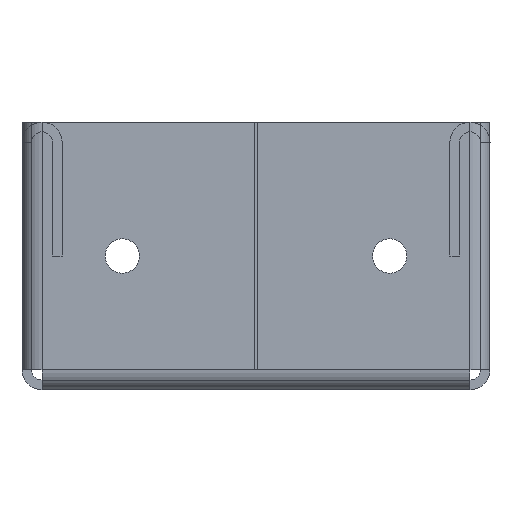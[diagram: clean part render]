
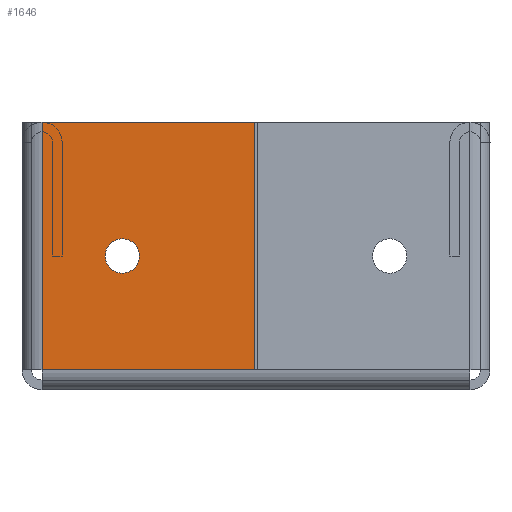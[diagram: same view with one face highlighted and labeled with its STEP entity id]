
A CAD part, front view. The second image highlights one B-rep face of the part: STEP entity #1646.
In plain terms, the highlighted planar face has unit normal (0, -1, 0).
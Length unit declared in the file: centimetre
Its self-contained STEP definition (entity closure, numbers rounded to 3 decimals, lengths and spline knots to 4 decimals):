
#27=FACE_BOUND('',#301,.T.);
#89=PLANE('',#1800);
#186=FACE_OUTER_BOUND('',#300,.T.);
#300=EDGE_LOOP('',(#1438,#1439,#1440,#1441));
#301=EDGE_LOOP('',(#1442));
#471=LINE('',#2711,#643);
#474=LINE('',#2717,#646);
#475=LINE('',#2719,#647);
#476=LINE('',#2720,#648);
#643=VECTOR('',#2237,0.1393);
#646=VECTOR('',#2242,1.);
#647=VECTOR('',#2243,0.1393);
#648=VECTOR('',#2244,1.);
#702=CIRCLE('',#1746,0.1632);
#794=VERTEX_POINT('',#2542);
#839=VERTEX_POINT('',#2708);
#840=VERTEX_POINT('',#2710);
#842=VERTEX_POINT('',#2716);
#843=VERTEX_POINT('',#2718);
#965=EDGE_CURVE('',#794,#794,#702,.T.);
#1049=EDGE_CURVE('',#839,#840,#471,.T.);
#1052=EDGE_CURVE('',#839,#842,#474,.T.);
#1053=EDGE_CURVE('',#842,#843,#475,.T.);
#1054=EDGE_CURVE('',#843,#840,#476,.T.);
#1438=ORIENTED_EDGE('',*,*,#1052,.T.);
#1439=ORIENTED_EDGE('',*,*,#1053,.T.);
#1440=ORIENTED_EDGE('',*,*,#1054,.T.);
#1441=ORIENTED_EDGE('',*,*,#1049,.F.);
#1442=ORIENTED_EDGE('',*,*,#965,.T.);
#1646=ADVANCED_FACE('',(#186,#27),#89,.F.);
#1746=AXIS2_PLACEMENT_3D('',#2544,#2062,#2063);
#1800=AXIS2_PLACEMENT_3D('',#2715,#2240,#2241);
#2062=DIRECTION('center_axis',(0.,1.,0.));
#2063=DIRECTION('ref_axis',(0.,0.,1.));
#2237=DIRECTION('',(1.,0.,0.));
#2240=DIRECTION('center_axis',(0.,1.,0.));
#2241=DIRECTION('ref_axis',(0.,0.,
-1.));
#2242=DIRECTION('',(0.,0.,-1.));
#2243=DIRECTION('',(1.,0.,0.));
#2244=DIRECTION('',(0.,0.,1.));
#2542=CARTESIAN_POINT('',(-1.27,-30.3886,27.7768));
#2544=CARTESIAN_POINT('Origin',(-1.27,-30.3886,27.94));
#2708=CARTESIAN_POINT('',(-2.032,-30.3886,29.21));
#2710=CARTESIAN_POINT('',(-0.0127,-30.3886,29.21));
#2711=CARTESIAN_POINT('',(-2.4696,-30.3886,29.21));
#2715=CARTESIAN_POINT('Origin',(-1.1318,-30.3886,28.0353));
#2716=CARTESIAN_POINT('',(-2.032,-30.3886,26.8605));
#2717=CARTESIAN_POINT('',(-2.032,-30.3886,28.0353));
#2718=CARTESIAN_POINT('',(-0.0127,-30.3886,26.8605));
#2719=CARTESIAN_POINT('',(-2.4696,-30.3886,26.8605));
#2720=CARTESIAN_POINT('',(-0.0127,-30.3886,26.8605));
